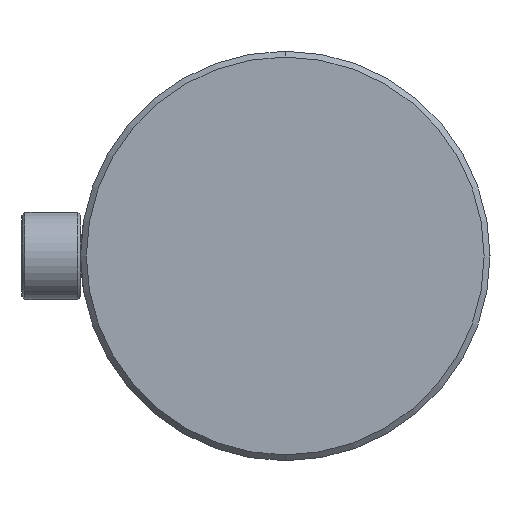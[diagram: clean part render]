
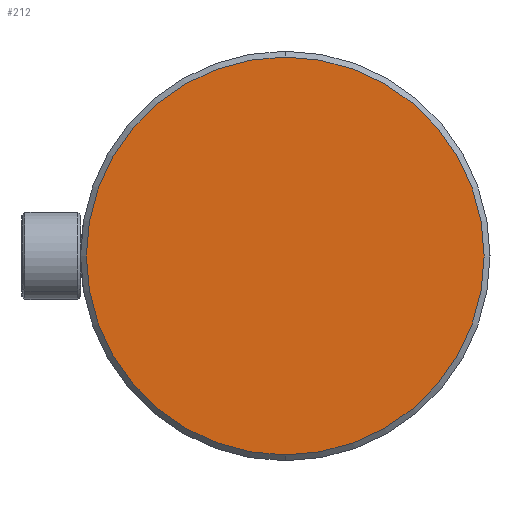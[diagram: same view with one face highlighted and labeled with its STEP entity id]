
A CAD part, left-side view. The second image highlights one B-rep face of the part: STEP entity #212.
In plain terms, the highlighted planar face has unit normal (-1, 0, 0).
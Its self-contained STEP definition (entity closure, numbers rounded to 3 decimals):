
#32 = FACE_OUTER_BOUND ( 'NONE', #464, .T. ) ;
#207 = AXIS2_PLACEMENT_3D ( 'NONE', #3167, #440, #1590 ) ;
#212 = ADVANCED_FACE ( 'NONE', ( #32 ), #1068, .T. ) ;
#314 = AXIS2_PLACEMENT_3D ( 'NONE', #1271, #554, #3094 ) ;
#382 = VERTEX_POINT ( 'NONE', #955 ) ;
#440 = DIRECTION ( 'NONE',  ( -1., 0., 0. ) ) ;
#464 = EDGE_LOOP ( 'NONE', ( #1466, #963 ) ) ;
#554 = DIRECTION ( 'NONE',  ( 1., 0., 0. ) ) ;
#955 = CARTESIAN_POINT ( 'NONE',  ( -30., 0., -68. ) ) ;
#963 = ORIENTED_EDGE ( 'NONE', *, *, #3081, .F. ) ;
#1015 = VERTEX_POINT ( 'NONE', #1063 ) ;
#1034 = CIRCLE ( 'NONE', #1594, 68. ) ;
#1063 = CARTESIAN_POINT ( 'NONE',  ( -30., 0., 68. ) ) ;
#1068 = PLANE ( 'NONE',  #207 ) ;
#1271 = CARTESIAN_POINT ( 'NONE',  ( -30., 0., 0. ) ) ;
#1428 = DIRECTION ( 'NONE',  ( 1., 0., 0. ) ) ;
#1466 = ORIENTED_EDGE ( 'NONE', *, *, #1914, .F. ) ;
#1507 = DIRECTION ( 'NONE',  ( 0., 0., -1. ) ) ;
#1590 = DIRECTION ( 'NONE',  ( 0., 0., 1. ) ) ;
#1594 = AXIS2_PLACEMENT_3D ( 'NONE', #2078, #1428, #1507 ) ;
#1914 = EDGE_CURVE ( 'NONE', #382, #1015, #1034, .T. ) ;
#2078 = CARTESIAN_POINT ( 'NONE',  ( -30., 0., 0. ) ) ;
#2729 = CIRCLE ( 'NONE', #314, 68. ) ;
#3081 = EDGE_CURVE ( 'NONE', #1015, #382, #2729, .T. ) ;
#3094 = DIRECTION ( 'NONE',  ( 0., 0., -1. ) ) ;
#3167 = CARTESIAN_POINT ( 'NONE',  ( -30., 0., 0. ) ) ;
